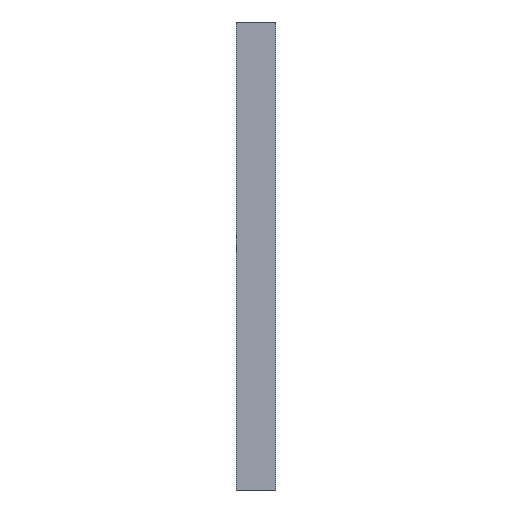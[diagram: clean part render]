
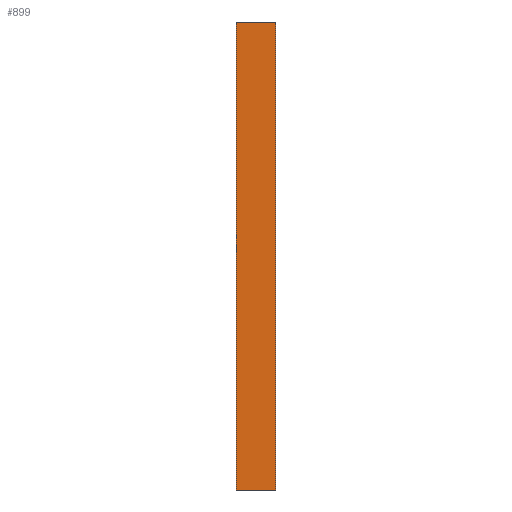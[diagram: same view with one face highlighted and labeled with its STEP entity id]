
A CAD part, left-side view. The second image highlights one B-rep face of the part: STEP entity #899.
In plain terms, the highlighted planar face has unit normal (-1, 0, 0).
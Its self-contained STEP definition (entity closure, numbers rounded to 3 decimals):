
#3 = CARTESIAN_POINT ( 'NONE',  ( -11.5, 0., -9. ) ) ;
#9 = CARTESIAN_POINT ( 'NONE',  ( -11.5, 1.5, 9. ) ) ;
#105 = DIRECTION ( 'NONE',  ( 0., 0., 1. ) ) ;
#134 = VERTEX_POINT ( 'NONE', #3 ) ;
#143 = PLANE ( 'NONE',  #210 ) ;
#210 = AXIS2_PLACEMENT_3D ( 'NONE', #9, #622, #386 ) ;
#249 = EDGE_CURVE ( 'NONE', #134, #292, #800, .T. ) ;
#251 = CARTESIAN_POINT ( 'NONE',  ( -11.5, 1.5, 9. ) ) ;
#258 = DIRECTION ( 'NONE',  ( 0., 0., 1. ) ) ;
#260 = ORIENTED_EDGE ( 'NONE', *, *, #249, .T. ) ;
#261 = ORIENTED_EDGE ( 'NONE', *, *, #522, .F. ) ;
#292 = VERTEX_POINT ( 'NONE', #830 ) ;
#316 = LINE ( 'NONE', #863, #607 ) ;
#386 = DIRECTION ( 'NONE',  ( 0., 0., -1. ) ) ;
#401 = VERTEX_POINT ( 'NONE', #920 ) ;
#425 = VECTOR ( 'NONE', #258, 1000. ) ;
#438 = DIRECTION ( 'NONE',  ( 0., -1., 0. ) ) ;
#471 = LINE ( 'NONE', #251, #953 ) ;
#482 = CARTESIAN_POINT ( 'NONE',  ( -11.5, 1.5, -9. ) ) ;
#514 = EDGE_CURVE ( 'NONE', #401, #292, #471, .T. ) ;
#522 = EDGE_CURVE ( 'NONE', #563, #401, #865, .T. ) ;
#537 = ORIENTED_EDGE ( 'NONE', *, *, #852, .T. ) ;
#543 = FACE_OUTER_BOUND ( 'NONE', #901, .T. ) ;
#563 = VERTEX_POINT ( 'NONE', #482 ) ;
#607 = VECTOR ( 'NONE', #438, 1000. ) ;
#622 = DIRECTION ( 'NONE',  ( 1., 0., 0. ) ) ;
#729 = CARTESIAN_POINT ( 'NONE',  ( -11.5, 0., 9. ) ) ;
#799 = DIRECTION ( 'NONE',  ( 0., -1., 0. ) ) ;
#800 = LINE ( 'NONE', #729, #826 ) ;
#826 = VECTOR ( 'NONE', #105, 1000. ) ;
#830 = CARTESIAN_POINT ( 'NONE',  ( -11.5, 0., 9. ) ) ;
#852 = EDGE_CURVE ( 'NONE', #563, #134, #316, .T. ) ;
#863 = CARTESIAN_POINT ( 'NONE',  ( -11.5, 1.5, -9. ) ) ;
#864 = ORIENTED_EDGE ( 'NONE', *, *, #514, .F. ) ;
#865 = LINE ( 'NONE', #884, #425 ) ;
#884 = CARTESIAN_POINT ( 'NONE',  ( -11.5, 1.5, 9. ) ) ;
#899 = ADVANCED_FACE ( 'NONE', ( #543 ), #143, .F. ) ;
#901 = EDGE_LOOP ( 'NONE', ( #260, #864, #261, #537 ) ) ;
#920 = CARTESIAN_POINT ( 'NONE',  ( -11.5, 1.5, 9. ) ) ;
#953 = VECTOR ( 'NONE', #799, 1000. ) ;
